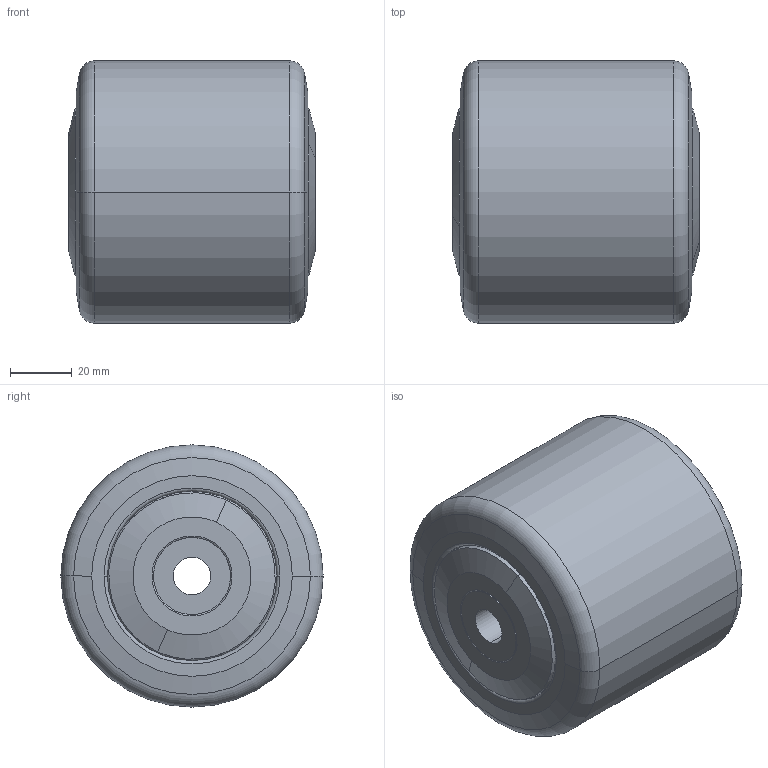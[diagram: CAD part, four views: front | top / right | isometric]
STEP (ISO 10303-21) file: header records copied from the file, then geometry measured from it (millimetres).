
FILE_DESCRIPTION (( 'STEP AP214' ), '1' );
FILE_NAME ('0031492.step', '2020-09-10T12:50:05', ( '' ), ( '' ), 'SwSTEP 2.0', 'SolidWorks 2018', '' );
FILE_SCHEMA (( 'AUTOMOTIVE_DESIGN' ));
Length unit declared in the file: millimetre
Products named in the file (1): 0031492
Bounding box: 80 x 85 x 85 mm (x, y, z)
Volume: 370280.9 mm3; surface area: 133397.7 mm2
Topology: 13 solids, 13 shells, 210 faces, 420 edges, 244 vertices
Faces by surface type: cylinder 84, torus 56, cone 36, plane 34
Entity records: 7984 total; most frequent: DIRECTION 1142, CARTESIAN_POINT 875, ORIENTED_EDGE 840, AXIS2_PLACEMENT_3D 511, EDGE_CURVE 420, CIRCLE 300, VERTEX_POINT 244, EDGE_LOOP 244
